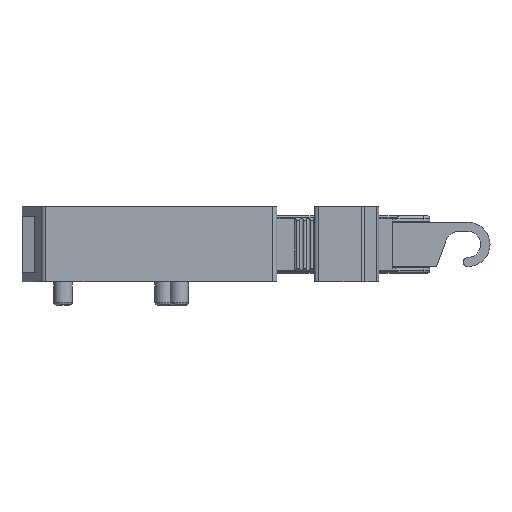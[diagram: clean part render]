
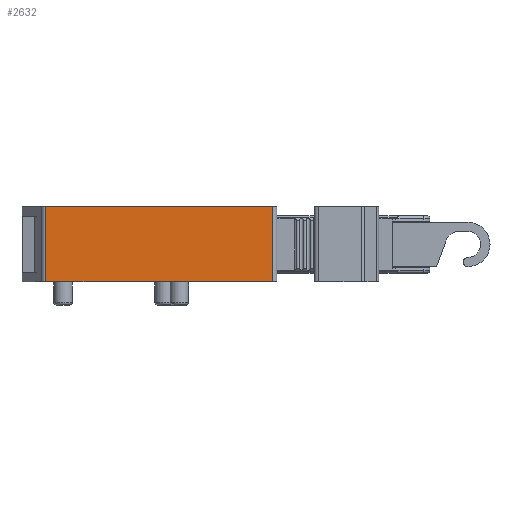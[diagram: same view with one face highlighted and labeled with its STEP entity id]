
A CAD part, front view. The second image highlights one B-rep face of the part: STEP entity #2632.
In plain terms, the highlighted planar face has unit normal (0, -1, 0).
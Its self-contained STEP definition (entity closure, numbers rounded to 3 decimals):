
#140=DIRECTION('',(0.,0.,1.));
#141=VECTOR('',#140,8.1);
#142=CARTESIAN_POINT('',(-24.941,-28.4,-4.05));
#143=LINE('',#142,#141);
#144=DIRECTION('',(1.,0.,0.));
#145=VECTOR('',#144,24.441);
#146=CARTESIAN_POINT('',(-24.941,-28.4,4.05));
#147=LINE('',#146,#145);
#148=DIRECTION('',(0.,0.,-1.));
#149=VECTOR('',#148,8.1);
#150=CARTESIAN_POINT('',(-0.5,-28.4,4.05));
#151=LINE('',#150,#149);
#331=DIRECTION('',(1.,0.,0.));
#332=VECTOR('',#331,24.441);
#333=CARTESIAN_POINT('',(-24.941,-28.4,-4.05));
#334=LINE('',#333,#332);
#2044=CARTESIAN_POINT('',(-24.941,-28.4,-4.05));
#2046=VERTEX_POINT('',#2044);
#2049=CARTESIAN_POINT('',(-0.5,-28.4,-4.05));
#2051=VERTEX_POINT('',#2049);
#2052=CARTESIAN_POINT('',(-0.5,-28.4,4.05));
#2053=VERTEX_POINT('',#2052);
#2127=CARTESIAN_POINT('',(-24.941,-28.4,4.05));
#2129=VERTEX_POINT('',#2127);
#2618=CARTESIAN_POINT('',(-25.36,-28.4,4.05));
#2619=DIRECTION('',(0.,-1.,0.));
#2620=DIRECTION('',(1.,0.,0.));
#2621=AXIS2_PLACEMENT_3D('',#2618,#2619,#2620);
#2622=PLANE('',#2621);
#2624=ORIENTED_EDGE('',*,*,#2623,.T.);
#2625=ORIENTED_EDGE('',*,*,#2533,.T.);
#2627=ORIENTED_EDGE('',*,*,#2626,.T.);
#2629=ORIENTED_EDGE('',*,*,#2628,.F.);
#2630=EDGE_LOOP('',(#2624,#2625,#2627,#2629));
#2631=FACE_OUTER_BOUND('',#2630,.F.);
#2632=ADVANCED_FACE('',(#2631),#2622,.T.);
#2533=EDGE_CURVE('',#2129,#2053,#147,.T.);
#2623=EDGE_CURVE('',#2046,#2129,#143,.T.);
#2626=EDGE_CURVE('',#2053,#2051,#151,.T.);
#2628=EDGE_CURVE('',#2046,#2051,#334,.T.);
